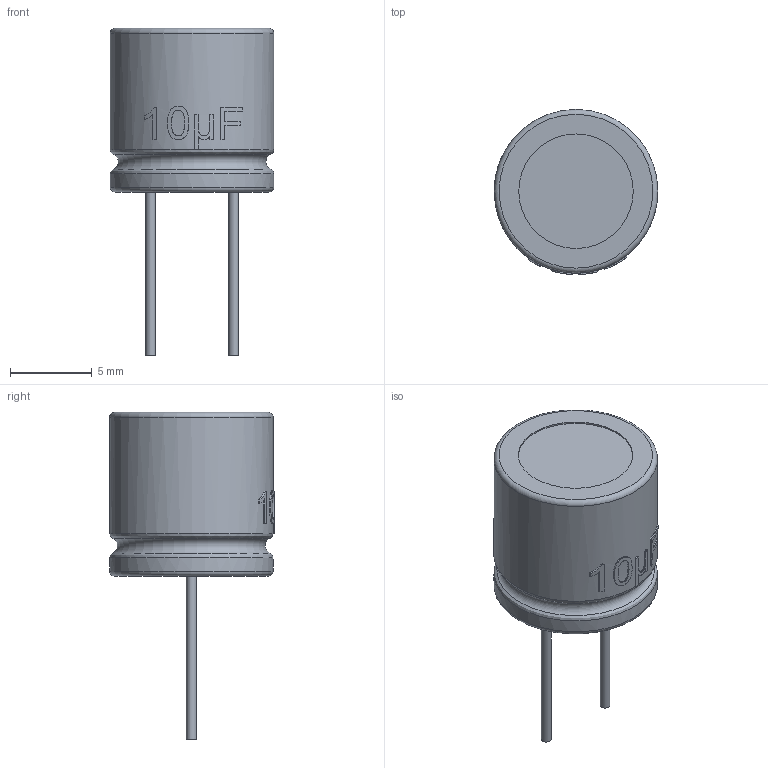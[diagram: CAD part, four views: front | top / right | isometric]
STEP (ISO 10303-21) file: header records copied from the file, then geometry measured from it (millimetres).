
FILE_DESCRIPTION(('FreeCAD Model'),'2;1');
FILE_NAME('Open CASCADE Shape Model','2021-03-03T13:53:17',('BT'),(''), 'Open CASCADE STEP processor 7.4','FreeCAD','Unknown');
FILE_SCHEMA(('AUTOMOTIVE_DESIGN { 1 0 10303 214 1 1 1 1 }'));
Length unit declared in the file: millimetre
Products named in the file (1): Fillet
Bounding box: 10 x 10.08 x 20 mm (x, y, z)
Volume: 774.5 mm3; surface area: 515.2 mm2
Topology: 1 solids, 1 shells, 75 faces, 189 edges, 124 vertices
Faces by surface type: plane 32, extrusion 28, cylinder 10, torus 3, bspline 2
Full cylindrical faces by diameter (mm): 0.6 x2, 7.003 x1, 10 x2
Entity records: 3038 total; most frequent: CARTESIAN_POINT 1173, ORIENTED_EDGE 378, DIRECTION 286, EDGE_CURVE 189, VERTEX_POINT 124, VECTOR 116, LINE 88, AXIS2_PLACEMENT_3D 85
